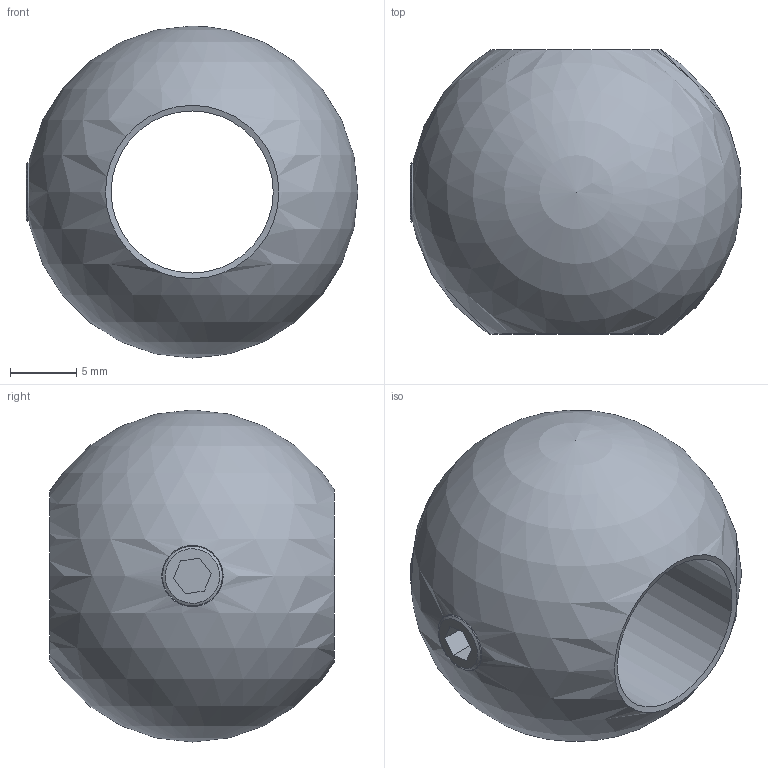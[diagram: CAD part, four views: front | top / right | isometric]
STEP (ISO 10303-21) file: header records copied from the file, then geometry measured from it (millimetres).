
FILE_DESCRIPTION (( 'STEP AP203' ), '1' );
FILE_NAME ('51025-240D-M.step', '2021-11-25T15:53:03', ( '' ), ( '' ), 'SwSTEP 2.0', 'SolidWorks 2018', '' );
FILE_SCHEMA (( 'CONFIG_CONTROL_DESIGN' ));
Length unit declared in the file: millimetre
Products named in the file (5): socket set screw flat point_din; socket set screw flat point_din_DIN 913 - M5 x 5-S; 51025-240D-M; 51025-240D-M Teil1
Assembly tree (2 placements, depth 2):
  socket set screw flat point_din
  51025-240D-M
    51025-240D-M Teil1
    socket set screw flat point_din_DIN 913 - M5 x 5-S
  51025-240D-M Teil1
Bounding box: 24.97 x 21.39 x 25 mm (x, y, z)
Volume: 5416.3 mm3; surface area: 2725.4 mm2
Topology: 2 solids, 2 shells, 34 faces, 78 edges, 47 vertices
Faces by surface type: cone 17, plane 9, cylinder 7, sphere 1
Full cylindrical faces by diameter (mm): 4.2 x1, 5 x5, 12.2 x1
Entity records: 1273 total; most frequent: CARTESIAN_POINT 183, DIRECTION 150, ORIENTED_EDGE 90, AXIS2_PLACEMENT_3D 66, EDGE_LOOP 62, EDGE_CURVE 45, FACE_OUTER_BOUND 42, PERSON_AND_ORGANIZATION 42
